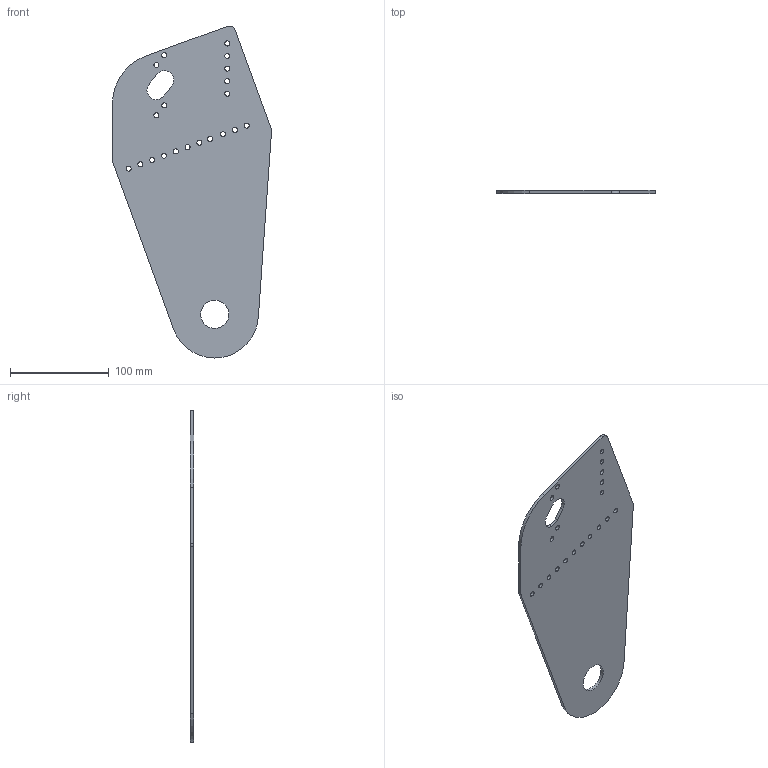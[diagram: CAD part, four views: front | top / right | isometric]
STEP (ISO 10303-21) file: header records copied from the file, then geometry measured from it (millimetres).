
FILE_DESCRIPTION (( 'STEP AP214' ), '1' );
FILE_NAME ('am-5597 Roller Gusset (KB-25001, KB-25002).STEP', '2024-12-13T16:00:47', ( '' ), ( '' ), 'SwSTEP 2.0', 'SolidWorks 2024', '' );
FILE_SCHEMA (( 'AUTOMOTIVE_DESIGN' ));
Length unit declared in the file: inch
Products named in the file (1): am-5597 Roller Gusset (KB-25001, KB-25002)
Bounding box: 160.75 x 3.17 x 335.66 mm (x, y, z)
Volume: 120795.5 mm3; surface area: 80260.1 mm2
Topology: 1 solids, 1 shells, 60 faces, 174 edges, 116 vertices
Faces by surface type: cylinder 51, plane 9
Entity records: 2155 total; most frequent: DIRECTION 398, CARTESIAN_POINT 351, ORIENTED_EDGE 348, EDGE_CURVE 174, AXIS2_PLACEMENT_3D 163, VERTEX_POINT 116, EDGE_LOOP 104, CIRCLE 102
